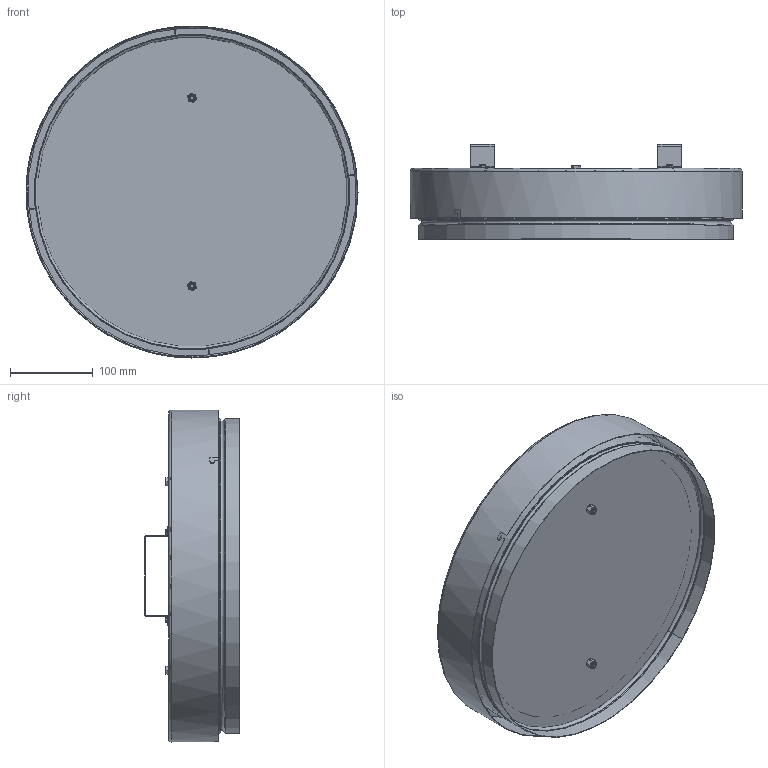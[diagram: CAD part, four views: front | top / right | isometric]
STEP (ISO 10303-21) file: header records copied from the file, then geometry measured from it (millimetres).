
FILE_DESCRIPTION((''),'2;1');
FILE_NAME('HRL-1-400.stp','2014-02-20T11:32:25',(''),(''),'Autodesk Inventor 2013','Autodesk Inventor 2013','');
FILE_SCHEMA(('AUTOMOTIVE_DESIGN { 1 2 10303 214 0 1 1 1 }'));
Length unit declared in the file: millimetre
Products named in the file (11): HRL-1-400; FD10009; 999185; 999220_Ø380; 999301-400; Handtag-100; 999664; 112075; 116032; 0931_8__6_70-mattssons; 999656
Assembly tree (19 placements, depth 2):
  HRL-1-400
    FD10009
    999185
    999220_Ø380
    999301-400  x4
    Handtag-100  x2
    999664  x4
    112075
    116032
    0931_8__6_70-mattssons  x2
    999656  x2
Bounding box: 401.5 x 114.55 x 401.5 mm (x, y, z)
Volume: 7112568 mm3; surface area: 1341570.1 mm2
Topology: 19 solids, 19 shells, 985 faces, 2343 edges, 1398 vertices
Faces by surface type: plane 420, cylinder 243, cone 164, torus 126, bspline 32
Full cylindrical faces by diameter (mm): 2 x2, 4 x4, 4.917 x12, 5.1 x4, 6 x36, 6.072 x2, 8.4 x4, 8.863 x2, 10 x2, 380 x4, 381.2 x2, 397 x1, 400.5 x1, 401.5 x1
Entity records: 13836 total; most frequent: CARTESIAN_POINT 3878, DIRECTION 2131, ORIENTED_EDGE 1732, AXIS2_PLACEMENT_3D 884, EDGE_CURVE 866, EDGE_LOOP 588, VERTEX_POINT 568, FACE_OUTER_BOUND 436
